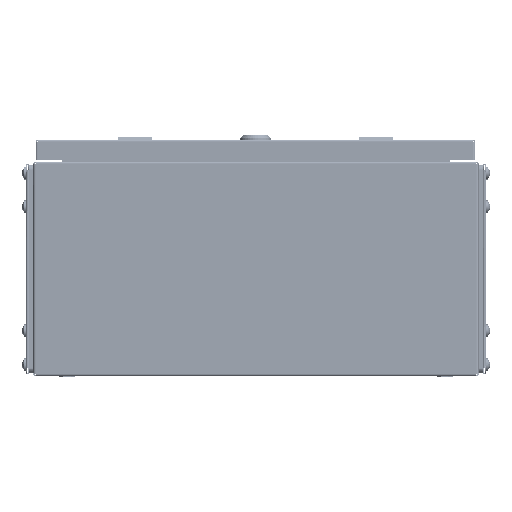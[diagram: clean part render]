
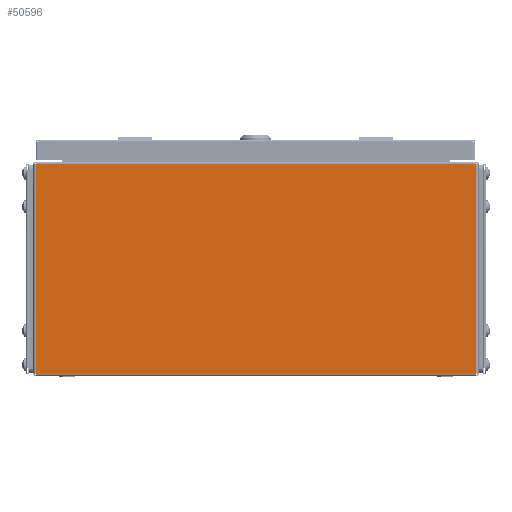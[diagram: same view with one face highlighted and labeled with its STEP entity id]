
A CAD part, left-side view. The second image highlights one B-rep face of the part: STEP entity #50596.
In plain terms, the highlighted planar face has unit normal (-1, 0, 0).
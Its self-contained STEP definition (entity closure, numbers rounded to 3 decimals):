
#51 = EDGE_CURVE ( 'NONE', #2952, #33659, #60984, .T. ) ;
#345 = CARTESIAN_POINT ( 'NONE',  ( -200., -195.5, 187.5 ) ) ;
#1247 = EDGE_CURVE ( 'NONE', #77088, #28725, #41832, .T. ) ;
#2952 = VERTEX_POINT ( 'NONE', #73761 ) ;
#8132 = VECTOR ( 'NONE', #54445, 1000. ) ;
#12271 = DIRECTION ( 'NONE',  ( 1., 0., 0. ) ) ;
#19271 = EDGE_CURVE ( 'NONE', #33659, #77088, #44981, .T. ) ;
#19712 = FACE_OUTER_BOUND ( 'NONE', #72762, .T. ) ;
#25909 = LINE ( 'NONE', #65764, #66248 ) ;
#26272 = DIRECTION ( 'NONE',  ( 0., 0., -1. ) ) ;
#28438 = VECTOR ( 'NONE', #58974, 1000. ) ;
#28725 = VERTEX_POINT ( 'NONE', #32328 ) ;
#29141 = AXIS2_PLACEMENT_3D ( 'NONE', #78444, #12271, #26272 ) ;
#32328 = CARTESIAN_POINT ( 'NONE',  ( -200., 195.5, 1. ) ) ;
#33659 = VERTEX_POINT ( 'NONE', #345 ) ;
#38136 = PLANE ( 'NONE',  #29141 ) ;
#39480 = ORIENTED_EDGE ( 'NONE', *, *, #79490, .F. ) ;
#41832 = LINE ( 'NONE', #61552, #86316 ) ;
#44545 = ORIENTED_EDGE ( 'NONE', *, *, #51, .T. ) ;
#44981 = LINE ( 'NONE', #65519, #28438 ) ;
#50596 = ADVANCED_FACE ( 'NONE', ( #19712 ), #38136, .F. ) ;
#52636 = DIRECTION ( 'NONE',  ( 0., 1., 0. ) ) ;
#54445 = DIRECTION ( 'NONE',  ( 0., 0., 1. ) ) ;
#58974 = DIRECTION ( 'NONE',  ( 0., 1., 0. ) ) ;
#58985 = ORIENTED_EDGE ( 'NONE', *, *, #19271, .T. ) ;
#60984 = LINE ( 'NONE', #80284, #8132 ) ;
#61552 = CARTESIAN_POINT ( 'NONE',  ( -200., 195.5, 0. ) ) ;
#65519 = CARTESIAN_POINT ( 'NONE',  ( -200., -195.5, 187.5 ) ) ;
#65764 = CARTESIAN_POINT ( 'NONE',  ( -200., 195.5, 1. ) ) ;
#66248 = VECTOR ( 'NONE', #52636, 1000. ) ;
#68970 = DIRECTION ( 'NONE',  ( 0., 0., -1. ) ) ;
#72762 = EDGE_LOOP ( 'NONE', ( #58985, #81857, #39480, #44545 ) ) ;
#73761 = CARTESIAN_POINT ( 'NONE',  ( -200., -195.5, 1. ) ) ;
#77088 = VERTEX_POINT ( 'NONE', #84713 ) ;
#78444 = CARTESIAN_POINT ( 'NONE',  ( -200., 0., 0. ) ) ;
#79490 = EDGE_CURVE ( 'NONE', #2952, #28725, #25909, .T. ) ;
#80284 = CARTESIAN_POINT ( 'NONE',  ( -200., -195.5, 0. ) ) ;
#81857 = ORIENTED_EDGE ( 'NONE', *, *, #1247, .T. ) ;
#84713 = CARTESIAN_POINT ( 'NONE',  ( -200., 195.5, 187.5 ) ) ;
#86316 = VECTOR ( 'NONE', #68970, 1000. ) ;
